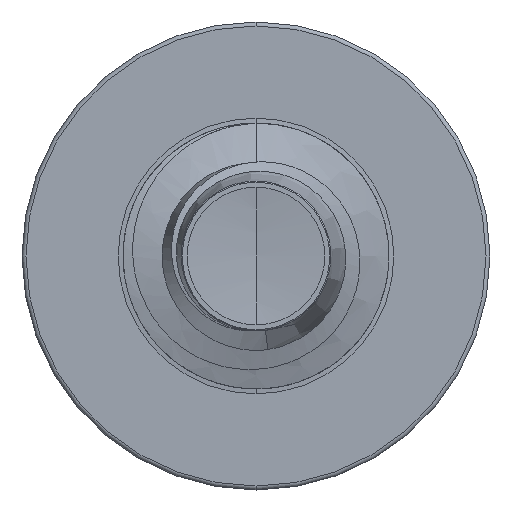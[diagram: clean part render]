
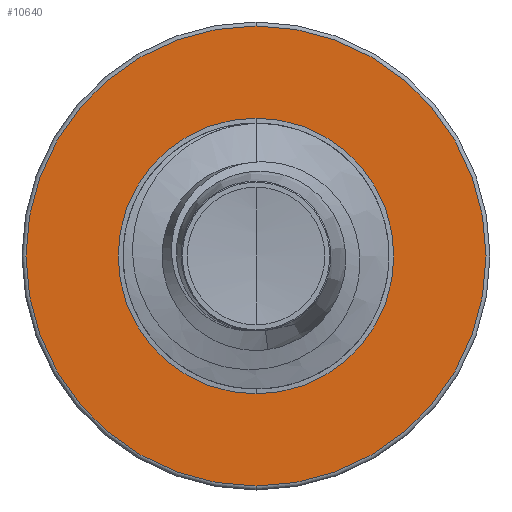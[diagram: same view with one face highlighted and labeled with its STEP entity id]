
A CAD part, front view. The second image highlights one B-rep face of the part: STEP entity #10640.
In plain terms, the highlighted planar face has unit normal (0, -1, 0).
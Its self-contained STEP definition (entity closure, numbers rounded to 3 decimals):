
#649 = AXIS2_PLACEMENT_3D ( 'NONE', #1223, #1197, #1170 ) ;
#692 = DIRECTION ( 'NONE',  ( 0., 0., 1. ) ) ;
#712 = DIRECTION ( 'NONE',  ( 0., 1., 0. ) ) ;
#968 = PLANE ( 'NONE',  #3481 ) ;
#1061 = CARTESIAN_POINT ( 'NONE',  ( 0., 6., -1.296 ) ) ;
#1170 = DIRECTION ( 'NONE',  ( 0., 0., 1. ) ) ;
#1197 = DIRECTION ( 'NONE',  ( 0., 1., 0. ) ) ;
#1223 = CARTESIAN_POINT ( 'NONE',  ( 0., 6., 0. ) ) ;
#1601 = ORIENTED_EDGE ( 'NONE', *, *, #11467, .F. ) ;
#1662 = AXIS2_PLACEMENT_3D ( 'NONE', #3277, #3259, #3253 ) ;
#1761 = EDGE_LOOP ( 'NONE', ( #6107, #8945 ) ) ;
#2204 = AXIS2_PLACEMENT_3D ( 'NONE', #6940, #6912, #6898 ) ;
#2293 = AXIS2_PLACEMENT_3D ( 'NONE', #7394, #7378, #7367 ) ;
#3253 = DIRECTION ( 'NONE',  ( 0., 0., 1. ) ) ;
#3259 = DIRECTION ( 'NONE',  ( 0., 1., 0. ) ) ;
#3277 = CARTESIAN_POINT ( 'NONE',  ( 0., 6., 0. ) ) ;
#3481 = AXIS2_PLACEMENT_3D ( 'NONE', #1061, #712, #692 ) ;
#4349 = VERTEX_POINT ( 'NONE', #9772 ) ;
#5378 = FACE_BOUND ( 'NONE', #1761, .T. ) ;
#5435 = CARTESIAN_POINT ( 'NONE',  ( 0., 6., 1.296 ) ) ;
#6107 = ORIENTED_EDGE ( 'NONE', *, *, #11496, .T. ) ;
#6700 = CIRCLE ( 'NONE', #1662, 2.163 ) ;
#6898 = DIRECTION ( 'NONE',  ( 0., 0., 1. ) ) ;
#6912 = DIRECTION ( 'NONE',  ( 0., 1., 0. ) ) ;
#6940 = CARTESIAN_POINT ( 'NONE',  ( 0., 6., 0. ) ) ;
#7367 = DIRECTION ( 'NONE',  ( 0., 0., 1. ) ) ;
#7378 = DIRECTION ( 'NONE',  ( 0., 1., 0. ) ) ;
#7394 = CARTESIAN_POINT ( 'NONE',  ( 0., 6., 0. ) ) ;
#7748 = CIRCLE ( 'NONE', #2204, 1.296 ) ;
#8369 = FACE_OUTER_BOUND ( 'NONE', #13885, .T. ) ;
#8634 = ORIENTED_EDGE ( 'NONE', *, *, #11581, .F. ) ;
#8945 = ORIENTED_EDGE ( 'NONE', *, *, #11936, .T. ) ;
#9090 = CARTESIAN_POINT ( 'NONE',  ( 0., 6., -2.162 ) ) ;
#9772 = CARTESIAN_POINT ( 'NONE',  ( 0., 6., -1.296 ) ) ;
#10150 = CIRCLE ( 'NONE', #2293, 2.163 ) ;
#10640 = ADVANCED_FACE ( 'NONE', ( #8369, #5378 ), #968, .F. ) ;
#11056 = VERTEX_POINT ( 'NONE', #11163 ) ;
#11163 = CARTESIAN_POINT ( 'NONE',  ( 0., 6., 2.163 ) ) ;
#11467 = EDGE_CURVE ( 'NONE', #11056, #11704, #10150, .T. ) ;
#11478 = CIRCLE ( 'NONE', #649, 1.296 ) ;
#11496 = EDGE_CURVE ( 'NONE', #12944, #4349, #7748, .T. ) ;
#11581 = EDGE_CURVE ( 'NONE', #11704, #11056, #6700, .T. ) ;
#11704 = VERTEX_POINT ( 'NONE', #9090 ) ;
#11936 = EDGE_CURVE ( 'NONE', #4349, #12944, #11478, .T. ) ;
#12944 = VERTEX_POINT ( 'NONE', #5435 ) ;
#13885 = EDGE_LOOP ( 'NONE', ( #1601, #8634 ) ) ;
